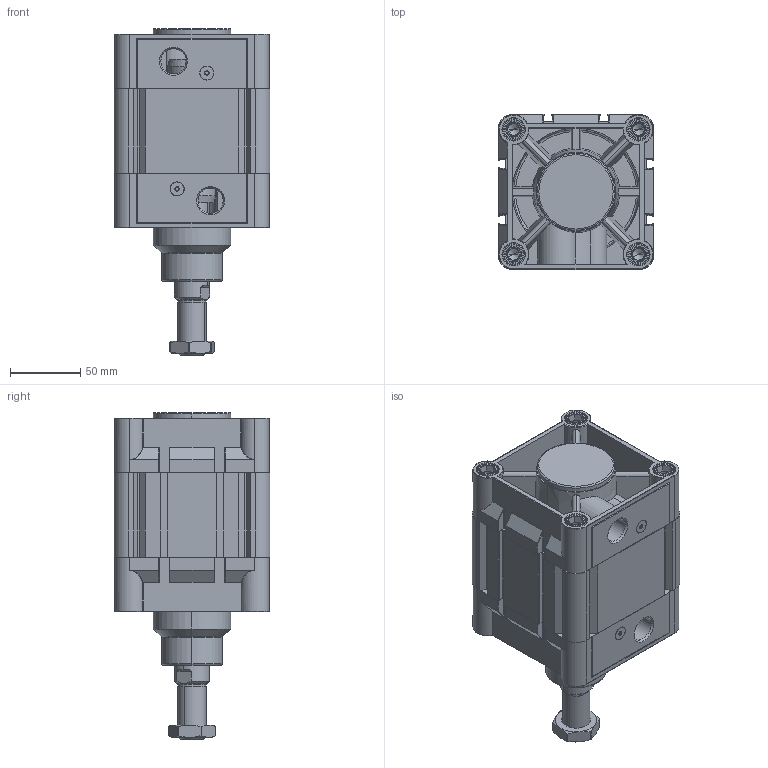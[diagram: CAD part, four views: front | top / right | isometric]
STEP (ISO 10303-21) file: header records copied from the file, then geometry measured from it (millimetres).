
FILE_DESCRIPTION (( 'STEP AP203' ), '1' );
FILE_NAME ('KDNC100X0CYLINDER.STEP', '2014-06-28T08:57:26', ( 'user' ), ( '' ), 'SwSTEP 2.0', 'SolidWorks 2013', '' );
FILE_SCHEMA (( 'CONFIG_CONTROL_DESIGN' ));
Length unit declared in the file: millimetre
Products named in the file (19): CIVATA 100; PÝSTON KEÇESÝ 100; KDNC100X0CYLINDER; MIKNATIS 100; ﾖN MﾝL KEﾇESﾝ 100; YATAKLAMA BANDI 100; KDNC 100x0 BORU; V媶A 100; ARKA KAPAK  100; SOMUN 100; 烰 KAPAK  100; YASTIKLAMA KEÇESÝ 100; YASTIKLAMA VÝDASI 100; PÝSTON MÝLÝ 100x0; KAPAK O-RÝNGÝ 100; YASTIKLAMA VÝDASI O-RÝNG 100; ORTA PÝSTON 100; PUL 100; ORTA PÝSTON O-RÝNG 100 
Assembly tree (32 placements, depth 2):
  KDNC100X0CYLINDER
    ARKA KAPAK  100
    YASTIKLAMA KEÇESÝ 100  x2
    KAPAK O-RÝNGÝ 100  x2
    ORTA PÝSTON 100
    ORTA PÝSTON O-RÝNG 100 
    PÝSTON KEÇESÝ 100  x2
    MIKNATIS 100  x2
    YATAKLAMA BANDI 100
    V媶A 100
    烰 KAPAK  100
    PÝSTON MÝLÝ 100x0
    ﾖN MﾝL KEﾇESﾝ 100
    KDNC 100x0 BORU
    SOMUN 100
    YASTIKLAMA VÝDASI 100  x2
    YASTIKLAMA VÝDASI O-RÝNG 100  x2
    PUL 100  x2
    CIVATA 100  x8
Bounding box: 111 x 111 x 233 mm (x, y, z)
Volume: 1109421.7 mm3; surface area: 396043.6 mm2
Topology: 34 solids, 34 shells, 1915 faces, 4610 edges, 2861 vertices
Faces by surface type: plane 667, cylinder 580, cone 434, torus 152, bspline 48, sphere 34
Entity records: 48818 total; most frequent: CARTESIAN_POINT 12128, DIRECTION 7363, ORIENTED_EDGE 7122, EDGE_CURVE 3561, AXIS2_PLACEMENT_3D 2921, VERTEX_POINT 2230, EDGE_LOOP 1619, VECTOR 1521
